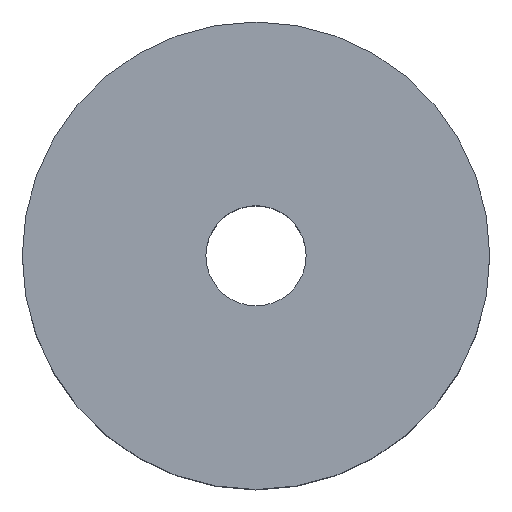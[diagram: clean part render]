
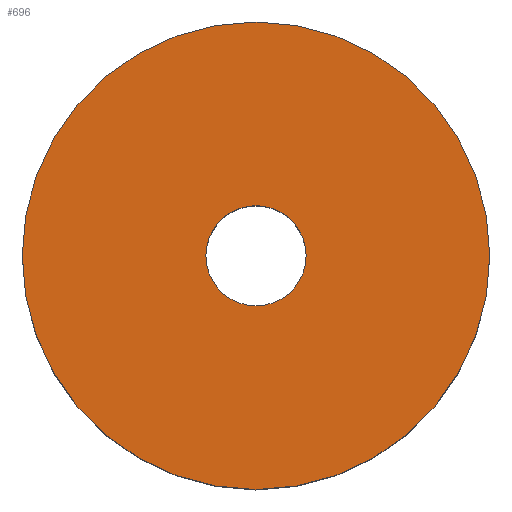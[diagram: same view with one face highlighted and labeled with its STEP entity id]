
A CAD part, top view. The second image highlights one B-rep face of the part: STEP entity #696.
In plain terms, the highlighted planar face has unit normal (0, 0, 1).
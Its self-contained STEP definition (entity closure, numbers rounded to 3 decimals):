
#21 = ORIENTED_EDGE ( 'NONE', *, *, #786, .F. ) ;
#44 = CIRCLE ( 'NONE', #767, 3. ) ;
#50 = DIRECTION ( 'NONE',  ( -1., 0., 0. ) ) ;
#79 = VERTEX_POINT ( 'NONE', #518 ) ;
#106 = VERTEX_POINT ( 'NONE', #794 ) ;
#150 = DIRECTION ( 'NONE',  ( 0., 0., -1. ) ) ;
#178 = ORIENTED_EDGE ( 'NONE', *, *, #849, .F. ) ;
#182 = CARTESIAN_POINT ( 'NONE',  ( -14., 0., 3.73 ) ) ;
#186 = AXIS2_PLACEMENT_3D ( 'NONE', #439, #710, #441 ) ;
#187 = CIRCLE ( 'NONE', #1125, 3. ) ;
#189 = CIRCLE ( 'NONE', #321, 14. ) ;
#244 = ORIENTED_EDGE ( 'NONE', *, *, #1043, .F. ) ;
#245 = CARTESIAN_POINT ( 'NONE',  ( 0., 0., 3.73 ) ) ;
#253 = CIRCLE ( 'NONE', #186, 14. ) ;
#290 = DIRECTION ( 'NONE',  ( -1., 0., 0. ) ) ;
#296 = FACE_BOUND ( 'NONE', #594, .T. ) ;
#304 = DIRECTION ( 'NONE',  ( 0., 0., 1. ) ) ;
#321 = AXIS2_PLACEMENT_3D ( 'NONE', #964, #541, #1074 ) ;
#347 = ORIENTED_EDGE ( 'NONE', *, *, #707, .F. ) ;
#408 = AXIS2_PLACEMENT_3D ( 'NONE', #1158, #150, #619 ) ;
#439 = CARTESIAN_POINT ( 'NONE',  ( 0., 0., 3.73 ) ) ;
#441 = DIRECTION ( 'NONE',  ( -1., 0., 0. ) ) ;
#513 = DIRECTION ( 'NONE',  ( 0., 0., 1. ) ) ;
#518 = CARTESIAN_POINT ( 'NONE',  ( 3., 0., 3.73 ) ) ;
#541 = DIRECTION ( 'NONE',  ( 0., 0., -1. ) ) ;
#594 = EDGE_LOOP ( 'NONE', ( #244, #347 ) ) ;
#605 = FACE_OUTER_BOUND ( 'NONE', #757, .T. ) ;
#619 = DIRECTION ( 'NONE',  ( -1., 0., 0. ) ) ;
#696 = ADVANCED_FACE ( 'NONE', ( #296, #605 ), #1147, .F. ) ;
#707 = EDGE_CURVE ( 'NONE', #972, #79, #44, .T. ) ;
#710 = DIRECTION ( 'NONE',  ( 0., 0., -1. ) ) ;
#735 = CARTESIAN_POINT ( 'NONE',  ( -3., 0., 3.73 ) ) ;
#750 = CARTESIAN_POINT ( 'NONE',  ( 0., 0., 3.73 ) ) ;
#757 = EDGE_LOOP ( 'NONE', ( #178, #21 ) ) ;
#767 = AXIS2_PLACEMENT_3D ( 'NONE', #245, #513, #50 ) ;
#786 = EDGE_CURVE ( 'NONE', #983, #106, #189, .T. ) ;
#794 = CARTESIAN_POINT ( 'NONE',  ( 14., 0., 3.73 ) ) ;
#849 = EDGE_CURVE ( 'NONE', #106, #983, #253, .T. ) ;
#964 = CARTESIAN_POINT ( 'NONE',  ( 0., 0., 3.73 ) ) ;
#972 = VERTEX_POINT ( 'NONE', #735 ) ;
#983 = VERTEX_POINT ( 'NONE', #182 ) ;
#1043 = EDGE_CURVE ( 'NONE', #79, #972, #187, .T. ) ;
#1074 = DIRECTION ( 'NONE',  ( -1., 0., 0. ) ) ;
#1125 = AXIS2_PLACEMENT_3D ( 'NONE', #750, #304, #290 ) ;
#1147 = PLANE ( 'NONE',  #408 ) ;
#1158 = CARTESIAN_POINT ( 'NONE',  ( 0., 14.81, 3.73 ) ) ;
